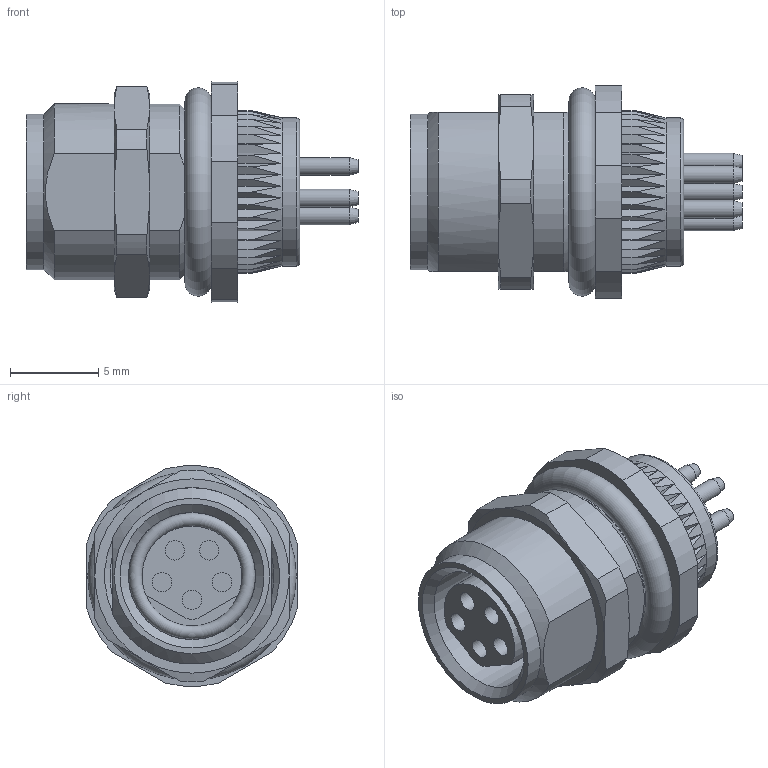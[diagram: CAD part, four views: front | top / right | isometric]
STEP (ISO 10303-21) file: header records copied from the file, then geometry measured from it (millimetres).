
FILE_DESCRIPTION(/* description */ (''),/* implementation_level */ '2;1');
FILE_NAME(/* name */ 'AL-FHM8KUB4_5P_M10_stp.stp',/* time_stamp */ '2016-11-23T14:05:42+01:00',/* author */ (''),/* organization */ (''),/* preprocessor_version */ 'ST-DEVELOPER v16',/* originating_system */ 'SIEMENS PLM Software NX 10.0',/* authorisation */ '');
FILE_SCHEMA (('AUTOMOTIVE_DESIGN { 1 0 10303 214 3 1 1 1 }'));
Length unit declared in the file: millimetre
Products named in the file (1): osen076813A039ky
Bounding box: 18.8 x 12 x 12.46 mm (x, y, z)
Volume: 1149.7 mm3; surface area: 1285.9 mm2
Topology: 3 solids, 3 shells, 181 faces, 485 edges, 318 vertices
Faces by surface type: plane 115, cylinder 36, cone 25, torus 5
Full cylindrical faces by diameter (mm): 1 x5, 1.1 x5, 5.65 x1, 7.2 x1, 8.4 x1, 8.8 x2
Entity records: 5503 total; most frequent: CARTESIAN_POINT 1282, ORIENTED_EDGE 880, DIRECTION 786, EDGE_CURVE 440, VERTEX_POINT 304, AXIS2_PLACEMENT_3D 280, LINE 226, VECTOR 226
